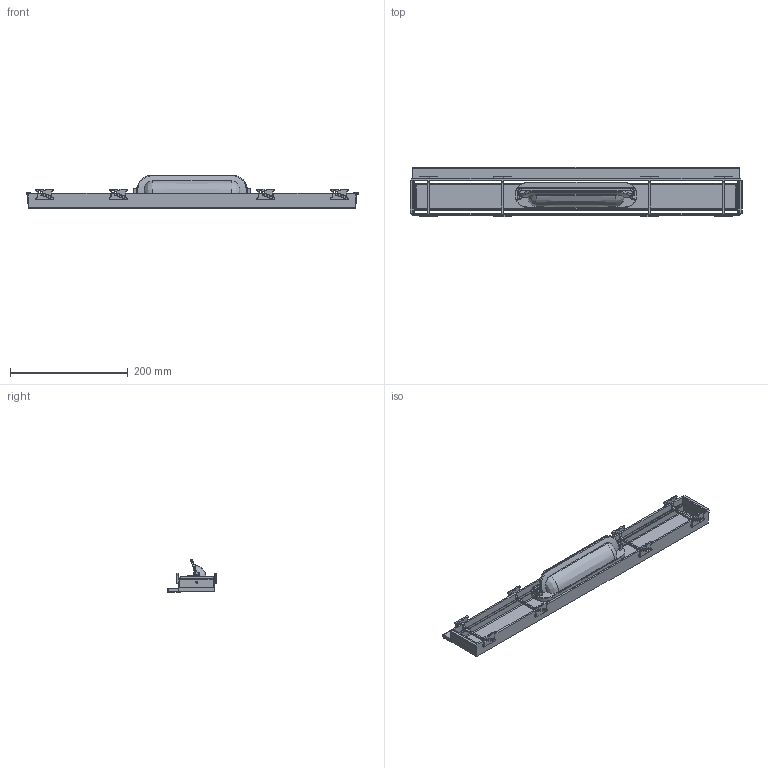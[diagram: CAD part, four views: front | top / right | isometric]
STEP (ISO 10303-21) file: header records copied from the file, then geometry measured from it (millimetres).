
FILE_DESCRIPTION(('CAx-IF Rec.Pracs.---Model Styling and Organization---1.2---2011-12-15','CAx-IF Rec.Pracs.---Geometric and Assembly Validation Properties---4.1---2014-06-16','CAx-IF Rec.Pracs.---PMI Polyline Presentation---2.0---2013-05-24'),'2;1');
FILE_NAME('1000150433_PPR_000.stp','2021-02-03T08:59:49+01:00',(''),(''),'STEP Interface 4.3 by CT CoreTechnologie','3D_Evolution4.3 by CT CoreTechnologie','');
FILE_SCHEMA(('AP203_CONFIGURATION_CONTROLLED_3D_DESIGN_OF_MECHANICAL_PARTS_AND_ASSEMBLIES_MIM_LF'));
Length unit declared in the file: millimetre
Products named in the file (8): P_2 HG RainDrain Match 600mm m.höh.v.Rah 1000150433_PPR_000_A0; P_2 Rahmen Match 600mm 1000150431_PPA_000_A0; LIM_Endstueck Fertigset Modulo 1000149724_PPA_000_A0; P_2 Abdeckblech Fertigset Modulo 600 1000150430_PPA_000_A0; LIM_Dichtung Fertigset Modulo 600 1000149728_PPA_000_A0; P_2 Stellfuss Fertigset Modulo 1000150439_PPA_000_A0; LIM_Rost Fertigset Modulo Steel 600 1000149726_PPA_000_A0; P_2 Dryphon 1000149721_PPA_000_A0
Assembly tree (15 placements, depth 2):
  P_2 HG RainDrain Match 600mm m.höh.v.Rah 1000150433_PPR_000_A0
    P_2 Rahmen Match 600mm 1000150431_PPA_000_A0
    LIM_Endstueck Fertigset Modulo 1000149724_PPA_000_A0  x2
    P_2 Abdeckblech Fertigset Modulo 600 1000150430_PPA_000_A0
    LIM_Dichtung Fertigset Modulo 600 1000149728_PPA_000_A0
    P_2 Stellfuss Fertigset Modulo 1000150439_PPA_000_A0  x8
    LIM_Rost Fertigset Modulo Steel 600 1000149726_PPA_000_A0
    P_2 Dryphon 1000149721_PPA_000_A0
Bounding box: 563 x 84 x 55.89 mm (x, y, z)
Volume: 389530.9 mm3; surface area: 279812.9 mm2
Topology: 15 solids, 15 shells, 1646 faces, 3929 edges, 2302 vertices
Faces by surface type: cylinder 753, plane 515, bspline 378
Entity records: 32102 total; most frequent: CARTESIAN_POINT 9623, ORIENTED_EDGE 3244, DIRECTION 3026, EDGE_CURVE 1622, AXIS2_PLACEMENT_3D 1027, VERTEX_POINT 985, VECTOR 972, LINE 972
